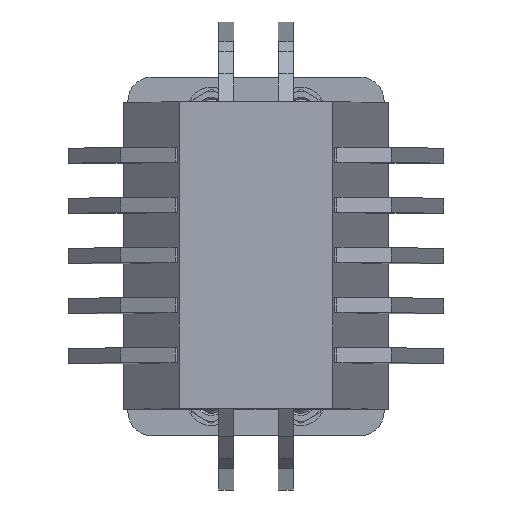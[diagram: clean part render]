
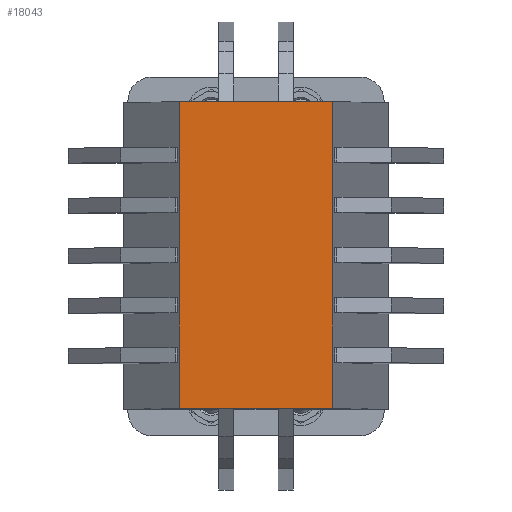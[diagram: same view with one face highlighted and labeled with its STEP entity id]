
A CAD part, top view. The second image highlights one B-rep face of the part: STEP entity #18043.
In plain terms, the highlighted planar face has unit normal (0, 0, 1).
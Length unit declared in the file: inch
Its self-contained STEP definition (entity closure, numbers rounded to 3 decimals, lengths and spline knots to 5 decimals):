
#903 = DIRECTION ( 'NONE',  ( 0., 1., 0. ) ) ;
#1321 = EDGE_CURVE ( 'NONE', #20232, #24708, #25866, .T. ) ;
#1592 = EDGE_CURVE ( 'NONE', #8833, #20232, #3458, .T. ) ;
#1731 = CARTESIAN_POINT ( 'NONE',  ( -0.64701, -1.46204, 13.2874 ) ) ;
#3458 = LINE ( 'NONE', #14538, #24826 ) ;
#5510 = DIRECTION ( 'NONE',  ( 1., 0., 0. ) ) ;
#6700 = DIRECTION ( 'NONE',  ( 1., 0., 0. ) ) ;
#6788 = DIRECTION ( 'NONE',  ( 0., 0., 1. ) ) ;
#8833 = VERTEX_POINT ( 'NONE', #19609 ) ;
#9695 = PLANE ( 'NONE',  #11832 ) ;
#9885 = DIRECTION ( 'NONE',  ( 1., 0., 0. ) ) ;
#11832 = AXIS2_PLACEMENT_3D ( 'NONE', #14612, #6788, #9885 ) ;
#12587 = FACE_OUTER_BOUND ( 'NONE', #26683, .T. ) ;
#14106 = ORIENTED_EDGE ( 'NONE', *, *, #22168, .T. ) ;
#14538 = CARTESIAN_POINT ( 'NONE',  ( -2.14307, -2.24944, 13.2874 ) ) ;
#14612 = CARTESIAN_POINT ( 'NONE',  ( -1.39504, 0.03403, 13.2874 ) ) ;
#14923 = VECTOR ( 'NONE', #6700, 39.37008 ) ;
#15128 = ORIENTED_EDGE ( 'NONE', *, *, #1321, .F. ) ;
#18043 = ADVANCED_FACE ( 'NONE', ( #12587 ), #9695, .T. ) ;
#18572 = VECTOR ( 'NONE', #21283, 39.37008 ) ;
#18829 = LINE ( 'NONE', #27439, #33712 ) ;
#19609 = CARTESIAN_POINT ( 'NONE',  ( -2.14307, -1.46204, 13.2874 ) ) ;
#20232 = VERTEX_POINT ( 'NONE', #25369 ) ;
#21283 = DIRECTION ( 'NONE',  ( 0., 1., 0. ) ) ;
#21417 = EDGE_CURVE ( 'NONE', #24562, #24708, #32053, .T. ) ;
#22168 = EDGE_CURVE ( 'NONE', #8833, #24562, #18829, .T. ) ;
#24562 = VERTEX_POINT ( 'NONE', #1731 ) ;
#24708 = VERTEX_POINT ( 'NONE', #25580 ) ;
#24826 = VECTOR ( 'NONE', #903, 39.37008 ) ;
#25369 = CARTESIAN_POINT ( 'NONE',  ( -2.14307, 1.53009, 13.2874 ) ) ;
#25580 = CARTESIAN_POINT ( 'NONE',  ( -0.64701, 1.53009, 13.2874 ) ) ;
#25866 = LINE ( 'NONE', #31662, #14923 ) ;
#26683 = EDGE_LOOP ( 'NONE', ( #14106, #35926, #15128, #30114 ) ) ;
#26808 = CARTESIAN_POINT ( 'NONE',  ( -0.64701, -2.24944, 13.2874 ) ) ;
#27439 = CARTESIAN_POINT ( 'NONE',  ( -3.22575, -1.46204, 13.2874 ) ) ;
#30114 = ORIENTED_EDGE ( 'NONE', *, *, #1592, .F. ) ;
#31662 = CARTESIAN_POINT ( 'NONE',  ( -3.22575, 1.53009, 13.2874 ) ) ;
#32053 = LINE ( 'NONE', #26808, #18572 ) ;
#33712 = VECTOR ( 'NONE', #5510, 39.37008 ) ;
#35926 = ORIENTED_EDGE ( 'NONE', *, *, #21417, .T. ) ;
